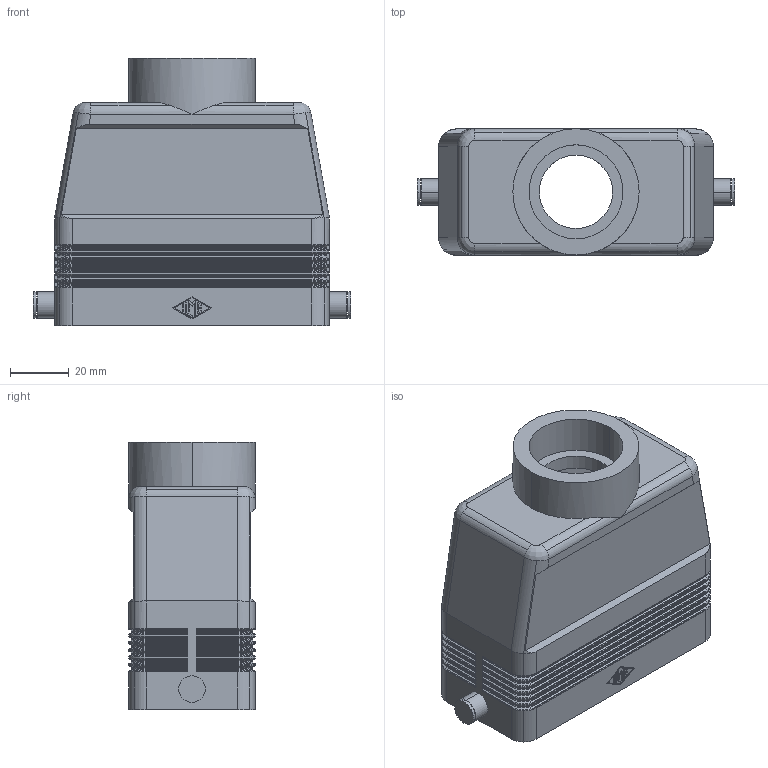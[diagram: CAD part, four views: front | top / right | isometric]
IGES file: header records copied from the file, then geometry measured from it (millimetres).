
Global section: file name: No Iges File Name specified; native system: AutoDesk Inventor R6.1; preprocessor: AutoDesk Inventor Iges Exporter R6.1; author: No Author specified; organization: No Organization specified; date: 20061222.111058; units: millimetre
Bounding box: 108 x 43 x 91 mm (x, y, z)
Volume: 77615.8 mm3; surface area: 49396.8 mm2
Topology: 1 solids, 1 shells, 843 faces, 2053 edges, 1228 vertices
Faces by surface type: cylinder 250, bspline 201, revolution 170, plane 150, torus 48, cone 24
